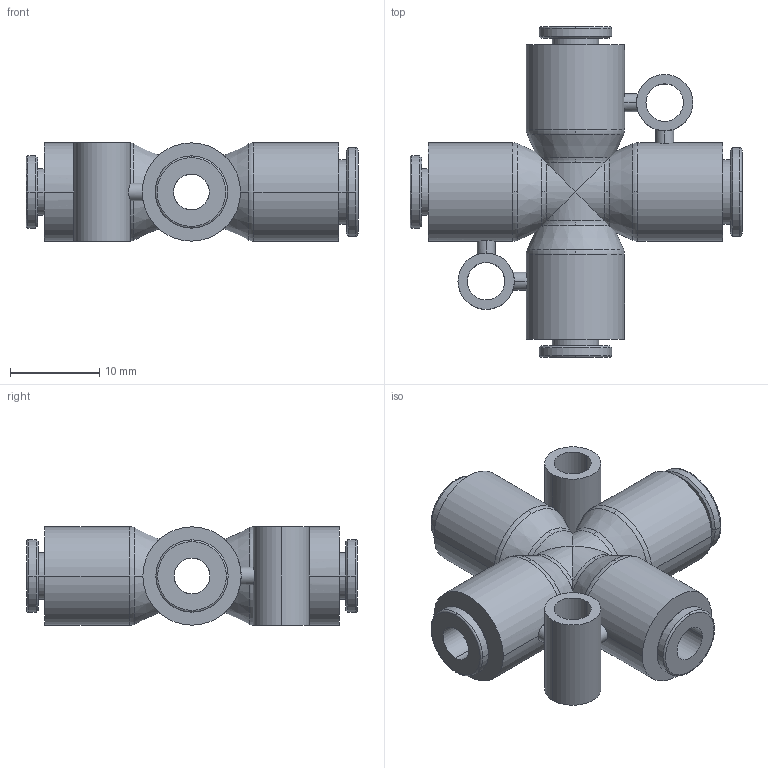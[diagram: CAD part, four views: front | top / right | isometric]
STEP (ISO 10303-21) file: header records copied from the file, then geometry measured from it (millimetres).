
FILE_DESCRIPTION(('STEP AP214'),'1');
FILE_NAME('3107_06_04.stp','2016-07-07T14:57:53',('TraceParts'),('TraceParts S.A.'),'Spatial InterOp 3D',' ',' ');
FILE_SCHEMA(('automotive_design'));
Length unit declared in the file: millimetre
Products named in the file (1): 1
Bounding box: 37.17 x 37.04 x 11 mm (x, y, z)
Volume: 4632.1 mm3; surface area: 4377.3 mm2
Topology: 1 solids, 1 shells, 122 faces, 318 edges, 202 vertices
Faces by surface type: cylinder 56, torus 32, plane 18, cone 16
Entity records: 4265 total; most frequent: CARTESIAN_POINT 1119, DIRECTION 728, ORIENTED_EDGE 636, AXIS2_PLACEMENT_3D 327, EDGE_CURVE 318, VERTEX_POINT 202, CIRCLE 184, EDGE_LOOP 140
